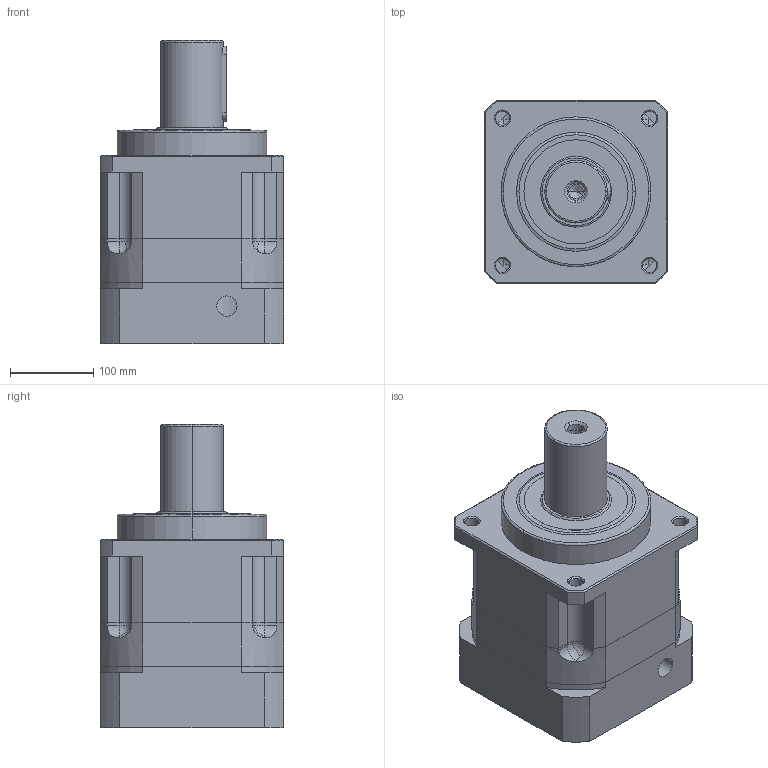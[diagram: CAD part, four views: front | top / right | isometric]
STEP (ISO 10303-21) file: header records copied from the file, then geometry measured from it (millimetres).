
FILE_DESCRIPTION (( 'STEP AP214' ), '1' );
FILE_NAME ('SB220-L1-42-180-215M12键12.STEP', '2025-03-13T06:06:43', ( '微软用户' ), ( '微软中国' ), 'SwSTEP 2.0', 'SolidWorks 2013', '' );
FILE_SCHEMA (( 'AUTOMOTIVE_DESIGN' ));
Length unit declared in the file: millimetre
Products named in the file (4): SB220-180-215M12; SB220_X2_58F34F53_X0_-55; SB220_X2_8F9351FA7AEF_X0_; SB220-L1-42-180-215M12瑩12
Assembly tree (3 placements, depth 2):
  SB220-L1-42-180-215M12瑩12
    SB220_X2_8F9351FA7AEF_X0_
    SB220_X2_58F34F53_X0_-55
    SB220-180-215M12
Bounding box: 220 x 220 x 364 mm (x, y, z)
Volume: 9901059.9 mm3; surface area: 619623.2 mm2
Topology: 3 solids, 3 shells, 339 faces, 878 edges, 544 vertices
Faces by surface type: cylinder 170, plane 96, cone 53, bspline 20
Entity records: 15275 total; most frequent: CARTESIAN_POINT 3013, DIRECTION 1863, ORIENTED_EDGE 1688, EDGE_CURVE 844, AXIS2_PLACEMENT_3D 737, VERTEX_POINT 544, EDGE_LOOP 414, CIRCLE 412
